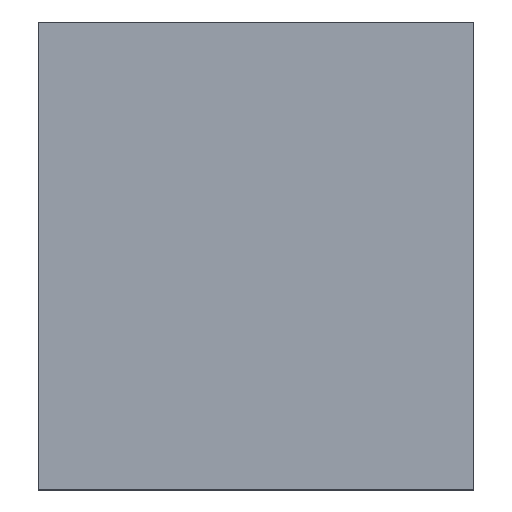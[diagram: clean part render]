
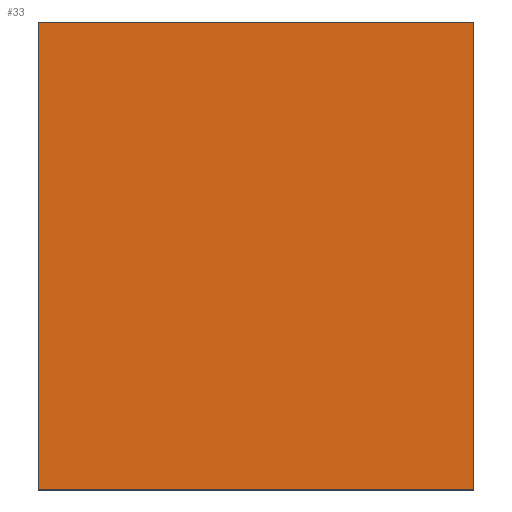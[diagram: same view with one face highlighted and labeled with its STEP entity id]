
A CAD part, top view. The second image highlights one B-rep face of the part: STEP entity #33.
In plain terms, the highlighted planar face has unit normal (0, 0, 1).
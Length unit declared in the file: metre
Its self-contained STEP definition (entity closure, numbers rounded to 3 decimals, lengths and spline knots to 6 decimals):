
#33=ADVANCED_FACE('',(#57),#330,.T.);
#57=FACE_OUTER_BOUND('',#81,.T.);
#81=EDGE_LOOP('',(#120,#121,#122,#123));
#120=ORIENTED_EDGE('',*,*,#198,.T.);
#121=ORIENTED_EDGE('',*,*,#202,.T.);
#122=ORIENTED_EDGE('',*,*,#205,.T.);
#123=ORIENTED_EDGE('',*,*,#207,.T.);
#198=EDGE_CURVE('',#296,#295,#246,.T.);
#202=EDGE_CURVE('',#295,#298,#250,.T.);
#205=EDGE_CURVE('',#298,#300,#253,.T.);
#207=EDGE_CURVE('',#300,#296,#255,.T.);
#246=B_SPLINE_CURVE_WITH_KNOTS('',1,(#444,#445),.UNSPECIFIED.,.F.,.F.,(2,
2),(0.,81.),.UNSPECIFIED.);
#250=B_SPLINE_CURVE_WITH_KNOTS('',1,(#452,#453),.UNSPECIFIED.,.F.,.F.,(2,
2),(81.,168.),.UNSPECIFIED.);
#253=B_SPLINE_CURVE_WITH_KNOTS('',1,(#458,#459),.UNSPECIFIED.,.F.,.F.,(2,
2),(168.,249.),.UNSPECIFIED.);
#255=B_SPLINE_CURVE_WITH_KNOTS('',1,(#462,#463),.UNSPECIFIED.,.F.,.F.,(2,
2),(249.,336.),.UNSPECIFIED.);
#295=VERTEX_POINT('',#434);
#296=VERTEX_POINT('',#435);
#298=VERTEX_POINT('',#437);
#300=VERTEX_POINT('',#439);
#330=PLANE('',#374);
#374=AXIS2_PLACEMENT_3D('',#431,#402,$);
#402=DIRECTION('',(0.,0.,1.));
#431=CARTESIAN_POINT('',(-28.,-38.,50.));
#434=CARTESIAN_POINT('',(53.,-38.,50.));
#435=CARTESIAN_POINT('',(-28.,-38.,50.));
#437=CARTESIAN_POINT('',(53.,49.,50.));
#439=CARTESIAN_POINT('',(-28.,49.,50.));
#444=CARTESIAN_POINT('',(-28.,-38.,50.));
#445=CARTESIAN_POINT('',(53.,-38.,50.));
#452=CARTESIAN_POINT('',(53.,-38.,50.));
#453=CARTESIAN_POINT('',(53.,49.,50.));
#458=CARTESIAN_POINT('',(53.,49.,50.));
#459=CARTESIAN_POINT('',(-28.,49.,50.));
#462=CARTESIAN_POINT('',(-28.,49.,50.));
#463=CARTESIAN_POINT('',(-28.,-38.,50.));
